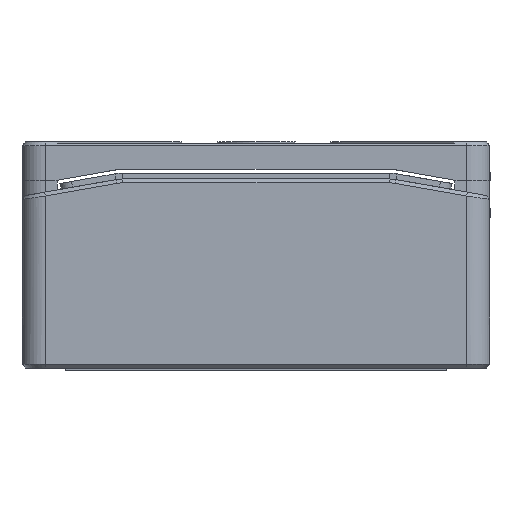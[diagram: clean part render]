
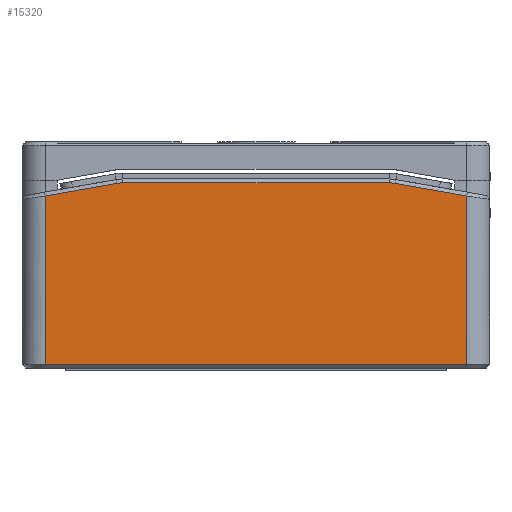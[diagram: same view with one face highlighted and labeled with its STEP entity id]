
A CAD part, left-side view. The second image highlights one B-rep face of the part: STEP entity #15320.
In plain terms, the highlighted planar face has unit normal (-1, 0, 0).
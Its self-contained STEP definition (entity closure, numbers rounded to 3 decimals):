
#719 = VECTOR ( 'NONE', #4063, 1000. ) ;
#731 = VERTEX_POINT ( 'NONE', #3138 ) ;
#766 = VERTEX_POINT ( 'NONE', #15553 ) ;
#1091 = DIRECTION ( 'NONE',  ( -1., 0., 0. ) ) ;
#1288 = CARTESIAN_POINT ( 'NONE',  ( -230., 34.125, 39. ) ) ;
#1446 = EDGE_CURVE ( 'NONE', #4285, #7094, #5302, .T. ) ;
#1537 = DIRECTION ( 'NONE',  ( 0., 1., 0. ) ) ;
#1777 = DIRECTION ( 'NONE',  ( 0., 0.985, -0.174 ) ) ;
#2054 = VECTOR ( 'NONE', #1537, 1000. ) ;
#2160 = VECTOR ( 'NONE', #15531, 1000. ) ;
#2244 = EDGE_LOOP ( 'NONE', ( #11280, #15697, #4084, #9380, #13661, #7942, #11562, #10673 ) ) ;
#2369 = EDGE_CURVE ( 'NONE', #766, #3386, #5368, .T. ) ;
#2880 = DIRECTION ( 'NONE',  ( 0., 1., 0. ) ) ;
#3044 = DIRECTION ( 'NONE',  ( 1., 0., 0. ) ) ;
#3046 = EDGE_CURVE ( 'NONE', #4519, #7437, #12761, .T. ) ;
#3138 = CARTESIAN_POINT ( 'NONE',  ( -230., -35.688, 47.863 ) ) ;
#3139 = DIRECTION ( 'NONE',  ( 0., 0.985, 0.174 ) ) ;
#3386 = VERTEX_POINT ( 'NONE', #15490 ) ;
#4063 = DIRECTION ( 'NONE',  ( 0., 0., -1. ) ) ;
#4084 = ORIENTED_EDGE ( 'NONE', *, *, #4246, .T. ) ;
#4246 = EDGE_CURVE ( 'NONE', #7437, #766, #12845, .T. ) ;
#4285 = VERTEX_POINT ( 'NONE', #6982 ) ;
#4485 = AXIS2_PLACEMENT_3D ( 'NONE', #1288, #7653, #2880 ) ;
#4519 = VERTEX_POINT ( 'NONE', #11032 ) ;
#5001 = CARTESIAN_POINT ( 'NONE',  ( -230., -54., 44.634 ) ) ;
#5302 = LINE ( 'NONE', #8033, #2054 ) ;
#5368 = LINE ( 'NONE', #10408, #13525 ) ;
#5454 = CARTESIAN_POINT ( 'NONE',  ( -230., 54., 23. ) ) ;
#6395 = LINE ( 'NONE', #10719, #2160 ) ;
#6464 = CARTESIAN_POINT ( 'NONE',  ( -230., -5.328, 53.217 ) ) ;
#6960 = AXIS2_PLACEMENT_3D ( 'NONE', #9051, #1091, #13741 ) ;
#6982 = CARTESIAN_POINT ( 'NONE',  ( -230., -34.125, 48. ) ) ;
#7094 = VERTEX_POINT ( 'NONE', #19306 ) ;
#7135 = VECTOR ( 'NONE', #3139, 1000. ) ;
#7252 = PLANE ( 'NONE',  #11168 ) ;
#7437 = VERTEX_POINT ( 'NONE', #9221 ) ;
#7653 = DIRECTION ( 'NONE',  ( -1., 0., 0. ) ) ;
#7942 = ORIENTED_EDGE ( 'NONE', *, *, #17564, .T. ) ;
#8033 = CARTESIAN_POINT ( 'NONE',  ( -230., 0., 48. ) ) ;
#8173 = EDGE_CURVE ( 'NONE', #731, #4285, #10823, .T. ) ;
#9051 = CARTESIAN_POINT ( 'NONE',  ( -230., -34.125, 39. ) ) ;
#9099 = CIRCLE ( 'NONE', #4485, 9. ) ;
#9221 = CARTESIAN_POINT ( 'NONE',  ( -230., 54., 44.634 ) ) ;
#9380 = ORIENTED_EDGE ( 'NONE', *, *, #2369, .T. ) ;
#10408 = CARTESIAN_POINT ( 'NONE',  ( -230., 0., 1.5 ) ) ;
#10673 = ORIENTED_EDGE ( 'NONE', *, *, #1446, .T. ) ;
#10719 = CARTESIAN_POINT ( 'NONE',  ( -230., -54., 23. ) ) ;
#10823 = CIRCLE ( 'NONE', #6960, 9. ) ;
#11032 = CARTESIAN_POINT ( 'NONE',  ( -230., 35.688, 47.863 ) ) ;
#11168 = AXIS2_PLACEMENT_3D ( 'NONE', #17071, #3044, #12425 ) ;
#11280 = ORIENTED_EDGE ( 'NONE', *, *, #20369, .T. ) ;
#11562 = ORIENTED_EDGE ( 'NONE', *, *, #8173, .T. ) ;
#12425 = DIRECTION ( 'NONE',  ( 0., 1., 0. ) ) ;
#12761 = LINE ( 'NONE', #19067, #17723 ) ;
#12845 = LINE ( 'NONE', #5454, #719 ) ;
#13525 = VECTOR ( 'NONE', #19829, 1000. ) ;
#13661 = ORIENTED_EDGE ( 'NONE', *, *, #18130, .T. ) ;
#13741 = DIRECTION ( 'NONE',  ( 0., 1., 0. ) ) ;
#13815 = LINE ( 'NONE', #6464, #7135 ) ;
#14893 = FACE_OUTER_BOUND ( 'NONE', #2244, .T. ) ;
#15320 = ADVANCED_FACE ( 'NONE', ( #14893 ), #7252, .F. ) ;
#15490 = CARTESIAN_POINT ( 'NONE',  ( -230., -54., 1.5 ) ) ;
#15531 = DIRECTION ( 'NONE',  ( 0., 0., 1. ) ) ;
#15553 = CARTESIAN_POINT ( 'NONE',  ( -230., 54., 1.5 ) ) ;
#15697 = ORIENTED_EDGE ( 'NONE', *, *, #3046, .T. ) ;
#16565 = VERTEX_POINT ( 'NONE', #5001 ) ;
#17071 = CARTESIAN_POINT ( 'NONE',  ( -230., 0., 23. ) ) ;
#17564 = EDGE_CURVE ( 'NONE', #16565, #731, #13815, .T. ) ;
#17723 = VECTOR ( 'NONE', #1777, 1000. ) ;
#18130 = EDGE_CURVE ( 'NONE', #3386, #16565, #6395, .T. ) ;
#19067 = CARTESIAN_POINT ( 'NONE',  ( -230., 5.328, 53.217 ) ) ;
#19306 = CARTESIAN_POINT ( 'NONE',  ( -230., 34.125, 48. ) ) ;
#19829 = DIRECTION ( 'NONE',  ( 0., -1., 0. ) ) ;
#20369 = EDGE_CURVE ( 'NONE', #7094, #4519, #9099, .T. ) ;
